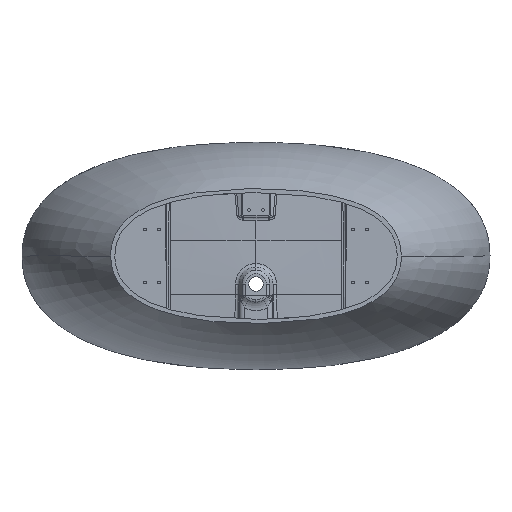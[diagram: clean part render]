
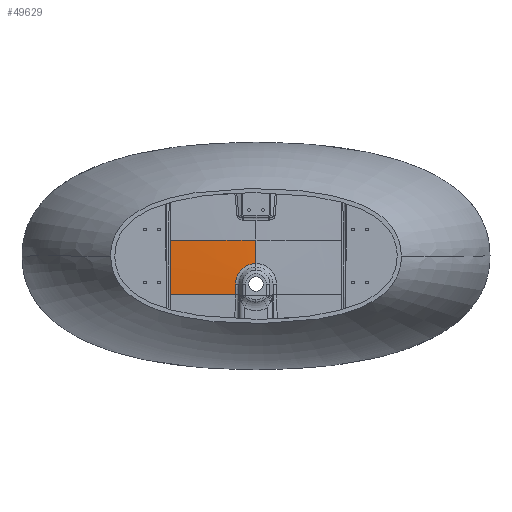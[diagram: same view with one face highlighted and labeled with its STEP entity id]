
A CAD part, front view. The second image highlights one B-rep face of the part: STEP entity #49629.
In plain terms, the highlighted conical face has half-angle 88 degrees and reference radius 43.093 mm.
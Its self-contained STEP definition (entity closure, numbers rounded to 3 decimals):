
#61 = CARTESIAN_POINT ( 'NONE',  ( -102.359, 143.015, 157.488 ) ) ;
#486 = VECTOR ( 'NONE', #25334, 1000. ) ;
#656 = DIRECTION ( 'NONE',  ( 0., 1., 0. ) ) ;
#1574 = ORIENTED_EDGE ( 'NONE', *, *, #18263, .F. ) ;
#1607 = CARTESIAN_POINT ( 'NONE',  ( -170.917, 142.615, -37.523 ) ) ;
#1756 = ORIENTED_EDGE ( 'NONE', *, *, #44114, .T. ) ;
#1872 = CARTESIAN_POINT ( 'NONE',  ( -307.112, 147.308, -37.112 ) ) ;
#1916 = CARTESIAN_POINT ( 'NONE',  ( -307.112, 147.308, -37.112 ) ) ;
#2892 = ORIENTED_EDGE ( 'NONE', *, *, #6611, .T. ) ;
#3079 = CARTESIAN_POINT ( 'NONE',  ( -63.977, 142.43, 157.539 ) ) ;
#4035 = AXIS2_PLACEMENT_3D ( 'NONE', #47822, #18845, #34432 ) ;
#4556 = LINE ( 'NONE', #50185, #486 ) ;
#6442 = ORIENTED_EDGE ( 'NONE', *, *, #41002, .T. ) ;
#6611 = EDGE_CURVE ( 'NONE', #49532, #37087, #26808, .T. ) ;
#7696 = AXIS2_PLACEMENT_3D ( 'NONE', #36746, #656, #34536 ) ;
#9725 = CARTESIAN_POINT ( 'NONE',  ( 0., 142.008, 157.576 ) ) ;
#10915 = CARTESIAN_POINT ( 'NONE',  ( -307.049, 148.034, 124.653 ) ) ;
#11548 = CARTESIAN_POINT ( 'NONE',  ( 0., 142.008, 157.576 ) ) ;
#13230 = VERTEX_POINT ( 'NONE', #26435 ) ;
#13621 = CARTESIAN_POINT ( 'NONE',  ( -112.546, 140.649, -37.695 ) ) ;
#15617 = CARTESIAN_POINT ( 'NONE',  ( -73.492, 139.21, -25.204 ) ) ;
#15914 = CARTESIAN_POINT ( 'NONE',  ( -307.004, 148.547, 157.004 ) ) ;
#16465 = CARTESIAN_POINT ( 'NONE',  ( -12.794, 142.008, 157.576 ) ) ;
#17998 = CARTESIAN_POINT ( 'NONE',  ( -73.63, 139.396, -37.804 ) ) ;
#18263 = EDGE_CURVE ( 'NONE', #49532, #35300, #49103, .T. ) ;
#18845 = DIRECTION ( 'NONE',  ( 0., 1., 0. ) ) ;
#19755 = CARTESIAN_POINT ( 'NONE',  ( -127.943, 143.561, 157.44 ) ) ;
#20002 = CARTESIAN_POINT ( 'NONE',  ( -73.63, 139.396, -37.804 ) ) ;
#20082 = FACE_OUTER_BOUND ( 'NONE', #23349, .T. ) ;
#22695 = CARTESIAN_POINT ( 'NONE',  ( -307.004, 148.547, 157.004 ) ) ;
#23349 = EDGE_LOOP ( 'NONE', ( #1756, #6442, #52076, #27756, #1574, #2892 ) ) ;
#24495 = CARTESIAN_POINT ( 'NONE',  ( -307.124, 147.173, -4.757 ) ) ;
#25305 = EDGE_CURVE ( 'NONE', #35300, #31339, #37370, .T. ) ;
#25334 = DIRECTION ( 'NONE',  ( 0., 0.035, 0.999 ) ) ;
#26435 = CARTESIAN_POINT ( 'NONE',  ( 0., 139.068, 73.383 ) ) ;
#26808 = B_SPLINE_CURVE_WITH_KNOTS ( 'NONE', 3,
 ( #20002, #50039, #15617, #41587, #45411, #33111 ),
 .UNSPECIFIED., .F., .F.,
 ( 4, 2, 4 ),
 ( 0., 0.019, 0.038 ),
 .UNSPECIFIED. ) ;
#27756 = ORIENTED_EDGE ( 'NONE', *, *, #25305, .F. ) ;
#28125 = CARTESIAN_POINT ( 'NONE',  ( -307.004, 148.547, 157.004 ) ) ;
#29040 = CARTESIAN_POINT ( 'NONE',  ( -281.426, 147.753, 157.073 ) ) ;
#30020 = CARTESIAN_POINT ( 'NONE',  ( -229.287, 144.614, -37.348 ) ) ;
#31339 = VERTEX_POINT ( 'NONE', #28125 ) ;
#32053 = CARTESIAN_POINT ( 'NONE',  ( -25.59, 142.063, 157.571 ) ) ;
#32718 = VERTEX_POINT ( 'NONE', #9725 ) ;
#33111 = CARTESIAN_POINT ( 'NONE',  ( -73.383, 139.068, 0. ) ) ;
#33136 = CARTESIAN_POINT ( 'NONE',  ( -179.108, 144.806, 157.331 ) ) ;
#34102 = B_SPLINE_CURVE_WITH_KNOTS ( 'NONE', 3,
 ( #11548, #16465, #32053, #44620, #3079, #61, #19755, #33136, #36421, #41612, #29040, #15914 ),
 .UNSPECIFIED., .F., .F.,
 ( 4, 2, 2, 2, 2, 4 ),
 ( 0.32, 0.358, 0.397, 0.474, 0.55, 0.627 ),
 .UNSPECIFIED. ) ;
#34432 = DIRECTION ( 'NONE',  ( 0., 0., -1. ) ) ;
#34536 = DIRECTION ( 'NONE',  ( 0., 0., 1. ) ) ;
#35300 = VERTEX_POINT ( 'NONE', #47439 ) ;
#35339 = CARTESIAN_POINT ( 'NONE',  ( -73.383, 139.068, 0. ) ) ;
#36421 = CARTESIAN_POINT ( 'NONE',  ( -204.688, 145.505, 157.27 ) ) ;
#36746 = CARTESIAN_POINT ( 'NONE',  ( 0., 138.01, 0. ) ) ;
#37087 = VERTEX_POINT ( 'NONE', #35339 ) ;
#37370 = B_SPLINE_CURVE_WITH_KNOTS ( 'NONE', 3,
 ( #1916, #24495, #48355, #52437, #10915, #22695 ),
 .UNSPECIFIED., .F., .F.,
 ( 4, 2, 4 ),
 ( 0.013, 0.11, 0.207 ),
 .UNSPECIFIED. ) ;
#38227 = CARTESIAN_POINT ( 'NONE',  ( -93.088, 140.011, -37.751 ) ) ;
#38498 = CARTESIAN_POINT ( 'NONE',  ( -268.199, 145.96, -37.23 ) ) ;
#40848 = CONICAL_SURFACE ( 'NONE', #7696, 43.093, 1.536 ) ;
#41002 = EDGE_CURVE ( 'NONE', #13230, #32718, #4556, .T. ) ;
#41587 = CARTESIAN_POINT ( 'NONE',  ( -73.406, 139.098, -12.603 ) ) ;
#41612 = CARTESIAN_POINT ( 'NONE',  ( -255.847, 146.978, 157.141 ) ) ;
#42322 = CARTESIAN_POINT ( 'NONE',  ( -151.46, 141.952, -37.581 ) ) ;
#42700 = EDGE_CURVE ( 'NONE', #32718, #31339, #34102, .T. ) ;
#42865 = CARTESIAN_POINT ( 'NONE',  ( -122.274, 140.972, -37.667 ) ) ;
#44114 = EDGE_CURVE ( 'NONE', #37087, #13230, #45897, .T. ) ;
#44620 = CARTESIAN_POINT ( 'NONE',  ( -51.182, 142.274, 157.553 ) ) ;
#45411 = CARTESIAN_POINT ( 'NONE',  ( -73.383, 139.068, -6.301 ) ) ;
#45897 = CIRCLE ( 'NONE', #4035, 73.383 ) ;
#47439 = CARTESIAN_POINT ( 'NONE',  ( -307.112, 147.308, -37.112 ) ) ;
#47822 = CARTESIAN_POINT ( 'NONE',  ( 0., 139.068, 0. ) ) ;
#48355 = CARTESIAN_POINT ( 'NONE',  ( -307.12, 147.216, 27.596 ) ) ;
#49103 = B_SPLINE_CURVE_WITH_KNOTS ( 'NONE', 3,
 ( #17998, #51328, #38227, #13621, #42865, #42322, #1607, #30020, #38498, #1872 ),
 .UNSPECIFIED., .F., .F.,
 ( 4, 2, 2, 2, 4 ),
 ( 0.394, 0.423, 0.452, 0.511, 0.627 ),
 .UNSPECIFIED. ) ;
#49532 = VERTEX_POINT ( 'NONE', #49582 ) ;
#49582 = CARTESIAN_POINT ( 'NONE',  ( -73.63, 139.396, -37.804 ) ) ;
#49629 = ADVANCED_FACE ( 'NONE', ( #20082 ), #40848, .T. ) ;
#50039 = CARTESIAN_POINT ( 'NONE',  ( -73.555, 139.293, -31.504 ) ) ;
#50185 = CARTESIAN_POINT ( 'NONE',  ( 0., 138.01, 43.093 ) ) ;
#51328 = CARTESIAN_POINT ( 'NONE',  ( -83.359, 139.698, -37.778 ) ) ;
#52076 = ORIENTED_EDGE ( 'NONE', *, *, #42700, .T. ) ;
#52437 = CARTESIAN_POINT ( 'NONE',  ( -307.082, 147.648, 92.302 ) ) ;
